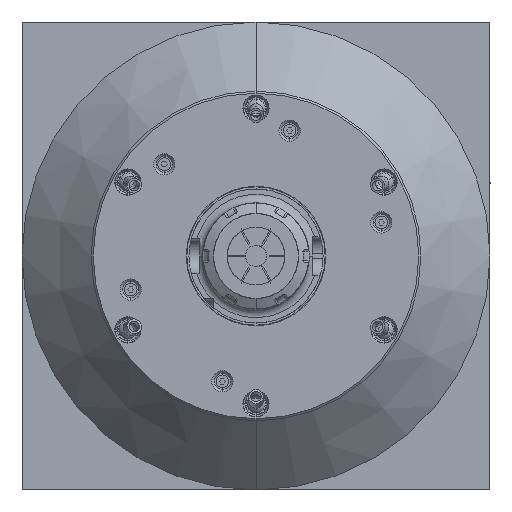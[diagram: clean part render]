
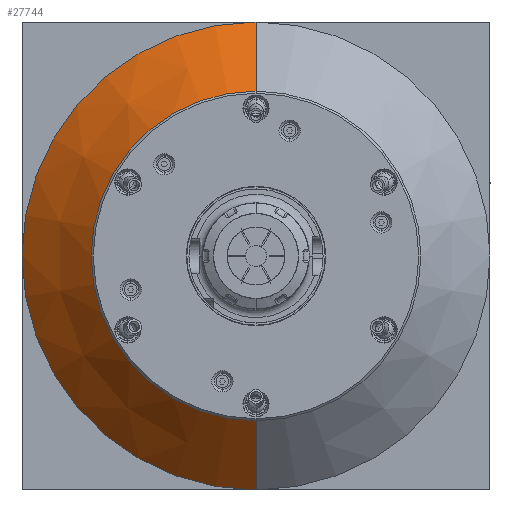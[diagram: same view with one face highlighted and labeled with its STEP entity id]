
A CAD part, left-side view. The second image highlights one B-rep face of the part: STEP entity #27744.
In plain terms, the highlighted conical face has half-angle 45 degrees and reference radius 110 mm.
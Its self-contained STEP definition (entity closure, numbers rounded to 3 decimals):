
#27530 = VERTEX_POINT ( 'NONE', #27661 ) ;
#27532 = ORIENTED_EDGE ( 'NONE', *, *, #27869, .F. ) ;
#27661 = CARTESIAN_POINT ( 'NONE',  ( 74., 0., -110. ) ) ;
#27715 = ORIENTED_EDGE ( 'NONE', *, *, #27979, .T. ) ;
#27727 = EDGE_LOOP ( 'NONE', ( #27715, #27859, #27857, #27871, #27532 ) ) ;
#27744 = ADVANCED_FACE ( 'NONE', ( #29313 ), #29439, .T. ) ;
#27849 = VERTEX_POINT ( 'NONE', #29229 ) ;
#27851 = VERTEX_POINT ( 'NONE', #29366 ) ;
#27856 = VERTEX_POINT ( 'NONE', #29226 ) ;
#27857 = ORIENTED_EDGE ( 'NONE', *, *, #27860, .F. ) ;
#27859 = ORIENTED_EDGE ( 'NONE', *, *, #27865, .T. ) ;
#27860 = EDGE_CURVE ( 'NONE', #27867, #27851, #29080, .T. ) ;
#27865 = EDGE_CURVE ( 'NONE', #27856, #27851, #29260, .T. ) ;
#27867 = VERTEX_POINT ( 'NONE', #29071 ) ;
#27869 = EDGE_CURVE ( 'NONE', #27849, #27530, #29044, .T. ) ;
#27871 = ORIENTED_EDGE ( 'NONE', *, *, #27873, .F. ) ;
#27873 = EDGE_CURVE ( 'NONE', #27530, #27867, #29061, .T. ) ;
#27979 = EDGE_CURVE ( 'NONE', #27849, #27856, #29599, .T. ) ;
#29034 = DIRECTION ( 'NONE',  ( 0., 0., -1. ) ) ;
#29035 = DIRECTION ( 'NONE',  ( 1., 0., 0. ) ) ;
#29036 = CARTESIAN_POINT ( 'NONE',  ( 74., 0., 0. ) ) ;
#29041 = DIRECTION ( 'NONE',  ( 0.707, 0., -0.707 ) ) ;
#29042 = VECTOR ( 'NONE', #29041, 1000. ) ;
#29043 = CARTESIAN_POINT ( 'NONE',  ( 74., 0., -110. ) ) ;
#29044 = LINE ( 'NONE', #29043, #29042 ) ;
#29047 = DIRECTION ( 'NONE',  ( 0.707, 0., 0.707 ) ) ;
#29048 = VECTOR ( 'NONE', #29047, 1000. ) ;
#29049 = CARTESIAN_POINT ( 'NONE',  ( 74., 0., 110. ) ) ;
#29053 = AXIS2_PLACEMENT_3D ( 'NONE', #29036, #29035, #29034 ) ;
#29061 = CIRCLE ( 'NONE', #29053, 110. ) ;
#29066 = DIRECTION ( 'NONE',  ( 0., 0., -1. ) ) ;
#29068 = DIRECTION ( 'NONE',  ( 1., 0., 0. ) ) ;
#29071 = CARTESIAN_POINT ( 'NONE',  ( 74., 110., 0. ) ) ;
#29078 = CARTESIAN_POINT ( 'NONE',  ( 74., 0., 0. ) ) ;
#29079 = AXIS2_PLACEMENT_3D ( 'NONE', #29078, #29068, #29066 ) ;
#29080 = CIRCLE ( 'NONE', #29079, 110. ) ;
#29226 = CARTESIAN_POINT ( 'NONE',  ( 41.5, 0., 77.5 ) ) ;
#29229 = CARTESIAN_POINT ( 'NONE',  ( 41.5, 0., -77.5 ) ) ;
#29260 = LINE ( 'NONE', #29049, #29048 ) ;
#29282 = DIRECTION ( 'NONE',  ( 0., 0., -1. ) ) ;
#29283 = DIRECTION ( 'NONE',  ( 1., 0., 0. ) ) ;
#29291 = AXIS2_PLACEMENT_3D ( 'NONE', #29298, #29283, #29282 ) ;
#29298 = CARTESIAN_POINT ( 'NONE',  ( 74., 0., 0. ) ) ;
#29313 = FACE_OUTER_BOUND ( 'NONE', #27727, .T. ) ;
#29366 = CARTESIAN_POINT ( 'NONE',  ( 74., 0., 110. ) ) ;
#29439 = CONICAL_SURFACE ( 'NONE', #29291, 110., 0.785 ) ;
#29599 = CIRCLE ( 'NONE', #29670, 77.5 ) ;
#29667 = DIRECTION ( 'NONE',  ( 0., 0., -1. ) ) ;
#29669 = DIRECTION ( 'NONE',  ( 1., 0., 0. ) ) ;
#29670 = AXIS2_PLACEMENT_3D ( 'NONE', #29685, #29669, #29667 ) ;
#29685 = CARTESIAN_POINT ( 'NONE',  ( 41.5, 0., 0. ) ) ;
